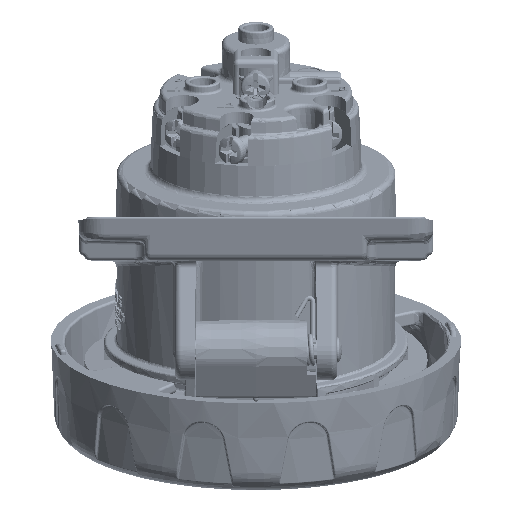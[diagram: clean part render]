
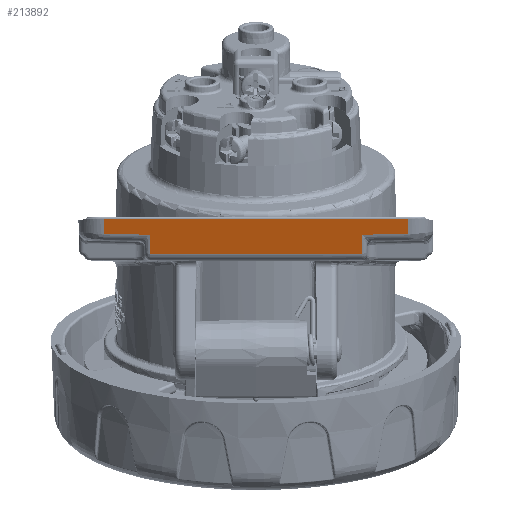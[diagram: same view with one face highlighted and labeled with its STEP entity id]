
A CAD part, top view. The second image highlights one B-rep face of the part: STEP entity #213892.
In plain terms, the highlighted planar face has unit normal (0, -0.326, 0.946).
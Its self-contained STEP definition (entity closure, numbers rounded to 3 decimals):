
#957 = DIRECTION ( 'NONE',  ( 0., -0.326, 0.946 ) ) ;
#1914 = VERTEX_POINT ( 'NONE', #231473 ) ;
#3744 = LINE ( 'NONE', #56915, #42183 ) ;
#8007 = VECTOR ( 'NONE', #81725, 1000. ) ;
#8503 = CARTESIAN_POINT ( 'NONE',  ( -11.885, 127.438, 84.368 ) ) ;
#10704 = ORIENTED_EDGE ( 'NONE', *, *, #84534, .F. ) ;
#12095 = CARTESIAN_POINT ( 'NONE',  ( -11.888, 127.438, 84.368 ) ) ;
#13991 = LINE ( 'NONE', #86029, #124193 ) ;
#14295 = VERTEX_POINT ( 'NONE', #40266 ) ;
#19810 = CARTESIAN_POINT ( 'NONE',  ( -30.039, 134.24, 86.71 ) ) ;
#20538 = ORIENTED_EDGE ( 'NONE', *, *, #121466, .T. ) ;
#20905 = CARTESIAN_POINT ( 'NONE',  ( -29.963, 130.345, 85.369 ) ) ;
#23275 = AXIS2_PLACEMENT_3D ( 'NONE', #19810, #957, #36369 ) ;
#23327 = ORIENTED_EDGE ( 'NONE', *, *, #128763, .T. ) ;
#23414 = EDGE_CURVE ( 'NONE', #85933, #1914, #3744, .T. ) ;
#35163 = DIRECTION ( 'NONE',  ( 1., 0.017, 0.006 ) ) ;
#36369 = DIRECTION ( 'NONE',  ( -1., 0., 0. ) ) ;
#40266 = CARTESIAN_POINT ( 'NONE',  ( 30.027, 134.23, 86.707 ) ) ;
#41523 = ORIENTED_EDGE ( 'NONE', *, *, #130033, .T. ) ;
#42183 = VECTOR ( 'NONE', #76940, 1000. ) ;
#44751 = CARTESIAN_POINT ( 'NONE',  ( 20.96, 131.234, 85.675 ) ) ;
#46074 = DIRECTION ( 'NONE',  ( 1., 0., 0. ) ) ;
#51210 = DIRECTION ( 'NONE',  ( -1., 0., 0. ) ) ;
#52012 = VERTEX_POINT ( 'NONE', #225868 ) ;
#56915 = CARTESIAN_POINT ( 'NONE',  ( -29.991, 127.182, 84.28 ) ) ;
#57228 = CARTESIAN_POINT ( 'NONE',  ( 29.977, 131.391, 85.729 ) ) ;
#59347 = VERTEX_POINT ( 'NONE', #213058 ) ;
#60961 = CARTESIAN_POINT ( 'NONE',  ( -30.028, 134.23, 86.707 ) ) ;
#64016 = LINE ( 'NONE', #85225, #8007 ) ;
#67080 = DIRECTION ( 'NONE',  ( -0.017, -0.945, -0.326 ) ) ;
#67169 = VERTEX_POINT ( 'NONE', #60961 ) ;
#68018 = CARTESIAN_POINT ( 'NONE',  ( 11.886, 127.438, 84.368 ) ) ;
#68652 = CARTESIAN_POINT ( 'NONE',  ( -20.892, 127.493, 84.387 ) ) ;
#70546 = LINE ( 'NONE', #215878, #157791 ) ;
#71803 = FACE_OUTER_BOUND ( 'NONE', #212351, .T. ) ;
#76938 = VECTOR ( 'NONE', #51210, 1000. ) ;
#76940 = DIRECTION ( 'NONE',  ( 1., 0.006, 0.002 ) ) ;
#77317 = VERTEX_POINT ( 'NONE', #68652 ) ;
#77746 = EDGE_CURVE ( 'NONE', #52012, #59347, #80312, .T. ) ;
#80312 = LINE ( 'NONE', #220917, #126419 ) ;
#81688 = LINE ( 'NONE', #8503, #206873 ) ;
#81725 = DIRECTION ( 'NONE',  ( 0.017, -0.945, -0.326 ) ) ;
#84534 = EDGE_CURVE ( 'NONE', #14295, #141257, #70546, .T. ) ;
#85225 = CARTESIAN_POINT ( 'NONE',  ( -21.019, 134.388, 86.761 ) ) ;
#85933 = VERTEX_POINT ( 'NONE', #68018 ) ;
#86029 = CARTESIAN_POINT ( 'NONE',  ( -30.028, 134.23, 86.707 ) ) ;
#90426 = VECTOR ( 'NONE', #35163, 1000. ) ;
#90664 = ORIENTED_EDGE ( 'NONE', *, *, #23414, .T. ) ;
#91852 = VECTOR ( 'NONE', #46074, 1000. ) ;
#103165 = EDGE_CURVE ( 'NONE', #158669, #141257, #215911, .T. ) ;
#103863 = CARTESIAN_POINT ( 'NONE',  ( 11.893, 127.438, 84.368 ) ) ;
#109133 = VERTEX_POINT ( 'NONE', #12095 ) ;
#116446 = EDGE_CURVE ( 'NONE', #1914, #158669, #132057, .T. ) ;
#121466 = EDGE_CURVE ( 'NONE', #77317, #109133, #81688, .T. ) ;
#124193 = VECTOR ( 'NONE', #139208, 1000. ) ;
#126419 = VECTOR ( 'NONE', #152370, 1000. ) ;
#128564 = CARTESIAN_POINT ( 'NONE',  ( 20.96, 131.267, 85.686 ) ) ;
#128763 = EDGE_CURVE ( 'NONE', #59347, #77317, #64016, .T. ) ;
#130033 = EDGE_CURVE ( 'NONE', #109133, #85933, #230330, .T. ) ;
#132057 = LINE ( 'NONE', #128564, #134485 ) ;
#134485 = VECTOR ( 'NONE', #199500, 1000. ) ;
#135656 = ORIENTED_EDGE ( 'NONE', *, *, #116446, .T. ) ;
#139208 = DIRECTION ( 'NONE',  ( 0.017, -0.945, -0.326 ) ) ;
#141257 = VERTEX_POINT ( 'NONE', #57228 ) ;
#143885 = PLANE ( 'NONE',  #23275 ) ;
#145062 = ORIENTED_EDGE ( 'NONE', *, *, #160434, .T. ) ;
#148667 = EDGE_CURVE ( 'NONE', #67169, #52012, #13991, .T. ) ;
#152370 = DIRECTION ( 'NONE',  ( 1., -0.017, -0.006 ) ) ;
#153763 = DIRECTION ( 'NONE',  ( 1., -0.006, -0.002 ) ) ;
#156395 = LINE ( 'NONE', #228493, #76938 ) ;
#157791 = VECTOR ( 'NONE', #67080, 1000. ) ;
#158669 = VERTEX_POINT ( 'NONE', #44751 ) ;
#160434 = EDGE_CURVE ( 'NONE', #14295, #67169, #156395, .T. ) ;
#172013 = ORIENTED_EDGE ( 'NONE', *, *, #77746, .T. ) ;
#199500 = DIRECTION ( 'NONE',  ( 0.017, 0.945, 0.326 ) ) ;
#206873 = VECTOR ( 'NONE', #153763, 1000. ) ;
#212351 = EDGE_LOOP ( 'NONE', ( #172013, #23327, #20538, #41523, #90664, #135656, #222860, #10704, #145062, #227699 ) ) ;
#213058 = CARTESIAN_POINT ( 'NONE',  ( -20.961, 131.234, 85.675 ) ) ;
#213892 = ADVANCED_FACE ( 'NONE', ( #71803 ), #143885, .T. ) ;
#215878 = CARTESIAN_POINT ( 'NONE',  ( 30.027, 134.23, 86.707 ) ) ;
#215911 = LINE ( 'NONE', #20905, #90426 ) ;
#220917 = CARTESIAN_POINT ( 'NONE',  ( -30.095, 131.393, 85.73 ) ) ;
#222860 = ORIENTED_EDGE ( 'NONE', *, *, #103165, .T. ) ;
#225868 = CARTESIAN_POINT ( 'NONE',  ( -29.979, 131.391, 85.729 ) ) ;
#227699 = ORIENTED_EDGE ( 'NONE', *, *, #148667, .T. ) ;
#228493 = CARTESIAN_POINT ( 'NONE',  ( 30.027, 134.23, 86.707 ) ) ;
#230330 = LINE ( 'NONE', #103863, #91852 ) ;
#231473 = CARTESIAN_POINT ( 'NONE',  ( 20.891, 127.493, 84.387 ) ) ;
